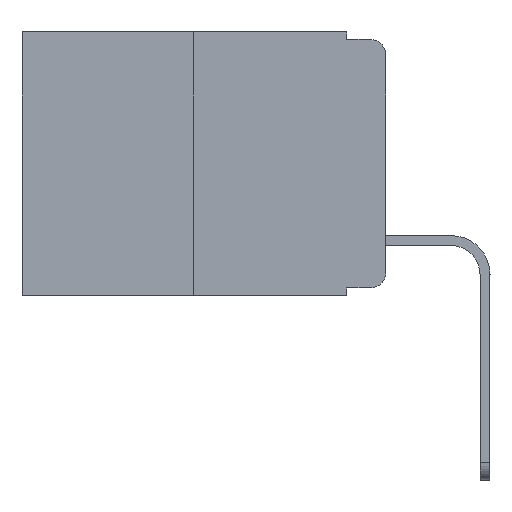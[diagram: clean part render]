
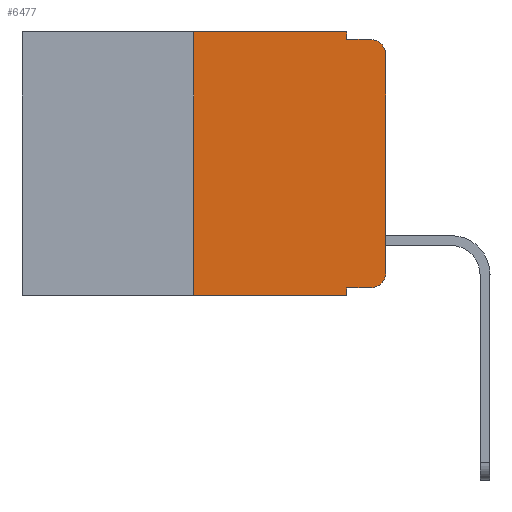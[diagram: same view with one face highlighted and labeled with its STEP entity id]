
A CAD part, left-side view. The second image highlights one B-rep face of the part: STEP entity #6477.
In plain terms, the highlighted planar face has unit normal (-1, 0, 0).
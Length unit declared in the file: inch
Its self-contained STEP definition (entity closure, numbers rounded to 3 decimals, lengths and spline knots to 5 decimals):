
#21 = DIRECTION ( 'NONE',  ( 0., 0., -1. ) ) ;
#132 = CARTESIAN_POINT ( 'NONE',  ( 0., 0.051, 0. ) ) ;
#131 = CARTESIAN_POINT ( 'NONE',  ( 0., 0.051, -0.343 ) ) ;
#274 = VERTEX_POINT ( 'NONE', #21294 ) ;
#414 = ORIENTED_EDGE ( 'NONE', *, *, #8547, .T. ) ;
#537 = CARTESIAN_POINT ( 'NONE',  ( 0., 0., -0.313 ) ) ;
#860 = AXIS2_PLACEMENT_3D ( 'NONE', #7017, #5326, #21 ) ;
#1878 = AXIS2_PLACEMENT_3D ( 'NONE', #7725, #9633, #9553 ) ;
#2172 = EDGE_CURVE ( 'NONE', #4273, #4062, #11466, .T. ) ;
#3772 = DIRECTION ( 'NONE',  ( 0., -1., 0. ) ) ;
#4062 = VERTEX_POINT ( 'NONE', #5320 ) ;
#4210 = VERTEX_POINT ( 'NONE', #18102 ) ;
#4229 = VECTOR ( 'NONE', #4943, 39.37008 ) ;
#4273 = VERTEX_POINT ( 'NONE', #4282 ) ;
#4282 = CARTESIAN_POINT ( 'NONE',  ( 0., 0.051, 0. ) ) ;
#4391 = VECTOR ( 'NONE', #18190, 39.37008 ) ;
#4406 = ORIENTED_EDGE ( 'NONE', *, *, #9922, .F. ) ;
#4943 = DIRECTION ( 'NONE',  ( 0., 0., 1. ) ) ;
#5106 = VECTOR ( 'NONE', #21112, 39.37008 ) ;
#5320 = CARTESIAN_POINT ( 'NONE',  ( 0., 0.051, -0.01 ) ) ;
#5326 = DIRECTION ( 'NONE',  ( -1., 0., 0. ) ) ;
#5504 = ORIENTED_EDGE ( 'NONE', *, *, #11340, .T. ) ;
#5648 = VERTEX_POINT ( 'NONE', #131 ) ;
#5859 = EDGE_CURVE ( 'NONE', #13906, #22736, #9106, .T. ) ;
#5970 = VECTOR ( 'NONE', #18872, 39.37008 ) ;
#6188 = LINE ( 'NONE', #13926, #5106 ) ;
#6477 = ADVANCED_FACE ( 'NONE', ( #21485 ), #22609, .F. ) ;
#6517 = CARTESIAN_POINT ( 'NONE',  ( 0., 0.473, 0. ) ) ;
#6958 = CIRCLE ( 'NONE', #860, 0.02 ) ;
#7017 = CARTESIAN_POINT ( 'NONE',  ( 0., 0.02, -0.313 ) ) ;
#7246 = ORIENTED_EDGE ( 'NONE', *, *, #5859, .T. ) ;
#7559 = ORIENTED_EDGE ( 'NONE', *, *, #9965, .F. ) ;
#7605 = DIRECTION ( 'NONE',  ( 0., 0., -1. ) ) ;
#7725 = CARTESIAN_POINT ( 'NONE',  ( 0., 0.02, -0.03 ) ) ;
#8088 = VECTOR ( 'NONE', #7605, 39.37008 ) ;
#8547 = EDGE_CURVE ( 'NONE', #4210, #9946, #6188, .T. ) ;
#8619 = ORIENTED_EDGE ( 'NONE', *, *, #10141, .F. ) ;
#8670 = LINE ( 'NONE', #12018, #4229 ) ;
#8920 = CIRCLE ( 'NONE', #1878, 0.02 ) ;
#9106 = LINE ( 'NONE', #12862, #4391 ) ;
#9553 = DIRECTION ( 'NONE',  ( 0., 0., -1. ) ) ;
#9633 = DIRECTION ( 'NONE',  ( -1., 0., 0. ) ) ;
#9922 = EDGE_CURVE ( 'NONE', #22348, #274, #8670, .T. ) ;
#9946 = VERTEX_POINT ( 'NONE', #11942 ) ;
#9965 = EDGE_CURVE ( 'NONE', #4062, #22100, #21103, .T. ) ;
#10080 = VECTOR ( 'NONE', #19270, 39.37008 ) ;
#10141 = EDGE_CURVE ( 'NONE', #4210, #5648, #12781, .T. ) ;
#10475 = EDGE_CURVE ( 'NONE', #22736, #22100, #8920, .T. ) ;
#10931 = LINE ( 'NONE', #15623, #5970 ) ;
#11340 = EDGE_CURVE ( 'NONE', #9946, #13906, #6958, .T. ) ;
#11466 = LINE ( 'NONE', #132, #10080 ) ;
#11757 = EDGE_CURVE ( 'NONE', #22348, #5648, #18496, .T. ) ;
#11942 = CARTESIAN_POINT ( 'NONE',  ( 0., 0.02, -0.333 ) ) ;
#12018 = CARTESIAN_POINT ( 'NONE',  ( 0., 0.25, 0. ) ) ;
#12037 = CARTESIAN_POINT ( 'NONE',  ( 0., 0.473, -0.343 ) ) ;
#12781 = LINE ( 'NONE', #22047, #8088 ) ;
#12862 = CARTESIAN_POINT ( 'NONE',  ( 0., 0., 0. ) ) ;
#13691 = DIRECTION ( 'NONE',  ( 1., 0., 0. ) ) ;
#13906 = VERTEX_POINT ( 'NONE', #537 ) ;
#13926 = CARTESIAN_POINT ( 'NONE',  ( 0., 0.051, -0.333 ) ) ;
#14962 = ORIENTED_EDGE ( 'NONE', *, *, #10475, .T. ) ;
#15479 = VECTOR ( 'NONE', #17473, 39.37008 ) ;
#15623 = CARTESIAN_POINT ( 'NONE',  ( 0., 0.473, 0. ) ) ;
#16062 = CARTESIAN_POINT ( 'NONE',  ( 0., 0.051, -0.01 ) ) ;
#16185 = EDGE_LOOP ( 'NONE', ( #7246, #14962, #7559, #22569, #20265, #4406, #17065, #8619, #414, #5504 ) ) ;
#17065 = ORIENTED_EDGE ( 'NONE', *, *, #11757, .T. ) ;
#17473 = DIRECTION ( 'NONE',  ( 0., -1., 0. ) ) ;
#17646 = EDGE_CURVE ( 'NONE', #274, #4273, #10931, .T. ) ;
#18102 = CARTESIAN_POINT ( 'NONE',  ( 0., 0.051, -0.333 ) ) ;
#18190 = DIRECTION ( 'NONE',  ( 0., 0., 1. ) ) ;
#18496 = LINE ( 'NONE', #12037, #15479 ) ;
#18872 = DIRECTION ( 'NONE',  ( 0., -1., 0. ) ) ;
#19111 = DIRECTION ( 'NONE',  ( 0., 0., -1. ) ) ;
#19270 = DIRECTION ( 'NONE',  ( 0., 0., -1. ) ) ;
#20265 = ORIENTED_EDGE ( 'NONE', *, *, #17646, .F. ) ;
#20268 = CARTESIAN_POINT ( 'NONE',  ( 0., 0.25, -0.343 ) ) ;
#21103 = LINE ( 'NONE', #16062, #21908 ) ;
#21112 = DIRECTION ( 'NONE',  ( 0., -1., 0. ) ) ;
#21262 = CARTESIAN_POINT ( 'NONE',  ( 0., 0.02, -0.01 ) ) ;
#21294 = CARTESIAN_POINT ( 'NONE',  ( 0., 0.25, 0. ) ) ;
#21485 = FACE_OUTER_BOUND ( 'NONE', #16185, .T. ) ;
#21900 = CARTESIAN_POINT ( 'NONE',  ( 0., 0., -0.03 ) ) ;
#21908 = VECTOR ( 'NONE', #3772, 39.37008 ) ;
#22047 = CARTESIAN_POINT ( 'NONE',  ( 0., 0.051, 0. ) ) ;
#22100 = VERTEX_POINT ( 'NONE', #21262 ) ;
#22348 = VERTEX_POINT ( 'NONE', #20268 ) ;
#22463 = AXIS2_PLACEMENT_3D ( 'NONE', #6517, #13691, #19111 ) ;
#22569 = ORIENTED_EDGE ( 'NONE', *, *, #2172, .F. ) ;
#22609 = PLANE ( 'NONE',  #22463 ) ;
#22736 = VERTEX_POINT ( 'NONE', #21900 ) ;
